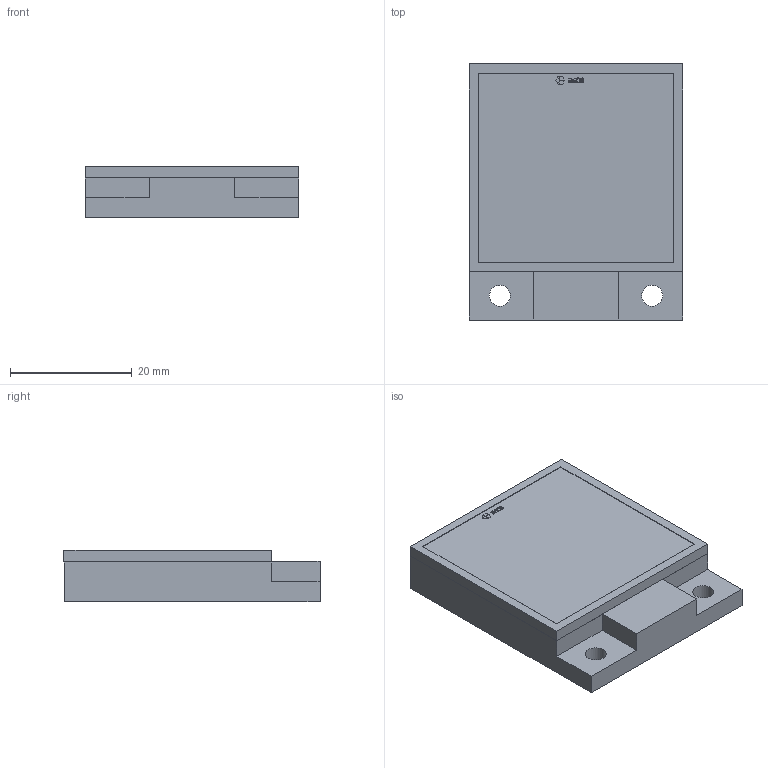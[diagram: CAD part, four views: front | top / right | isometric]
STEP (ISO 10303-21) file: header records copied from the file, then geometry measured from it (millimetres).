
FILE_DESCRIPTION (( 'STEP AP214' ), '1' );
FILE_NAME ('M334-10.STEP', '2025-08-22T09:35:28', ( '' ), ( '' ), 'SwSTEP 2.0', 'SolidWorks 2017', '' );
FILE_SCHEMA (( 'AUTOMOTIVE_DESIGN' ));
Length unit declared in the file: millimetre
Products named in the file (1): M334-10
Bounding box: 35.1 x 42.05 x 8.4 mm (x, y, z)
Volume: 10657.9 mm3; surface area: 6850.2 mm2
Topology: 2 solids, 2 shells, 333 faces, 896 edges, 597 vertices
Faces by surface type: plane 198, bspline 125, cylinder 10
Full cylindrical faces by diameter (mm): 3.45 x2
Entity records: 16795 total; most frequent: CARTESIAN_POINT 9228, ORIENTED_EDGE 1786, DIRECTION 1081, EDGE_CURVE 893, LINE 623, VECTOR 623, VERTEX_POINT 596, EDGE_LOOP 369
